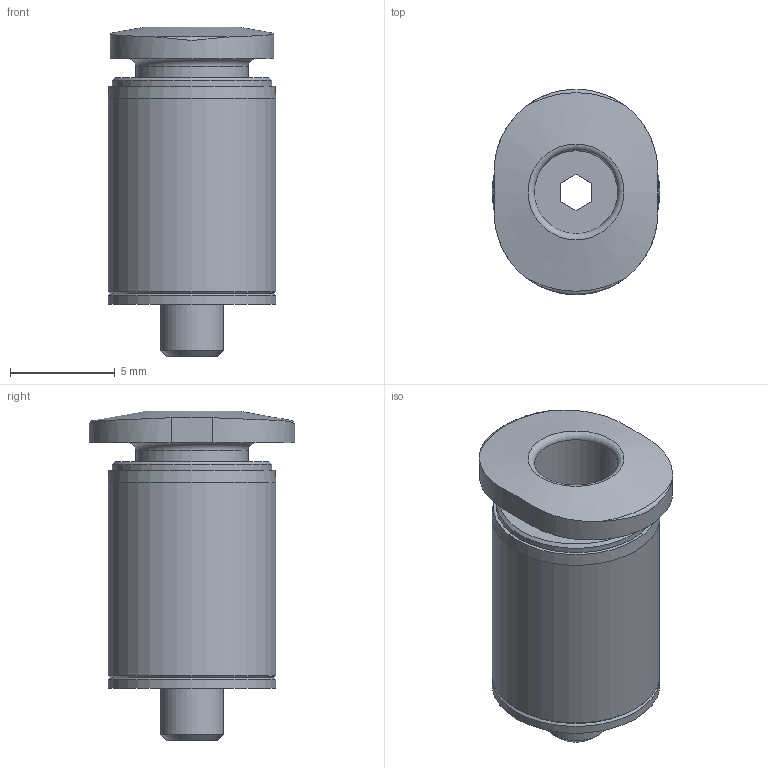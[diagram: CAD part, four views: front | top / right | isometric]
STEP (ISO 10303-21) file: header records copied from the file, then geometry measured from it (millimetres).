
FILE_DESCRIPTION(/* description */ ('STEP AP214'),/* implementation_level */ '2;1');
FILE_NAME(/* name */ '130592_QSM-M3-5_32-I-U-M',/* time_stamp */ '2024-09-14T13:26:02+02:00',/* author */ ('License CC BY-ND 4.0'),/* organization */ ('CADENAS'),/* preprocessor_version */ 'ST-DEVELOPER v19.3',/* originating_system */ 'PARTsolutions',/* authorisation */ ' ');
FILE_SCHEMA (('AUTOMOTIVE_DESIGN {1 0 10303 214 3 1 1}'));
Length unit declared in the file: millimetre
Products named in the file (1): 130592 QSM-M3-5/32-I-U-M
Bounding box: 8 x 9.8 x 15.7 mm (x, y, z)
Volume: 512.1 mm3; surface area: 677.9 mm2
Topology: 1 solids, 1 shells, 32 faces, 71 edges, 45 vertices
Faces by surface type: plane 14, cylinder 8, cone 6, torus 4
Full cylindrical faces by diameter (mm): 3 x1, 3.969 x1, 5.369 x1, 7.6 x1, 8 x2
Entity records: 1065 total; most frequent: CARTESIAN_POINT 163, DIRECTION 134, ORIENTED_EDGE 112, EDGE_CURVE 56, AXIS2_PLACEMENT_3D 55, EDGE_LOOP 52, FACE_BOUND 52, VERTEX_POINT 44
